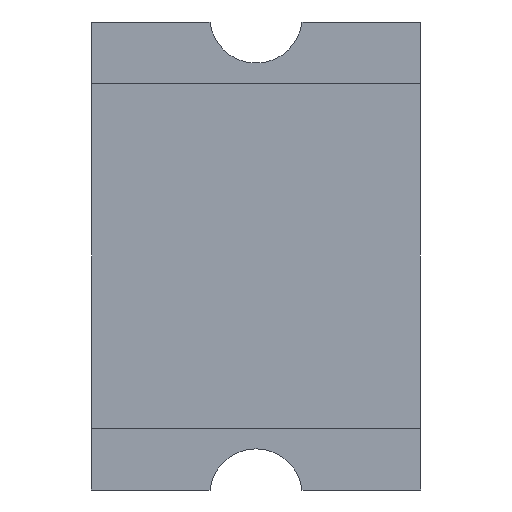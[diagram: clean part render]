
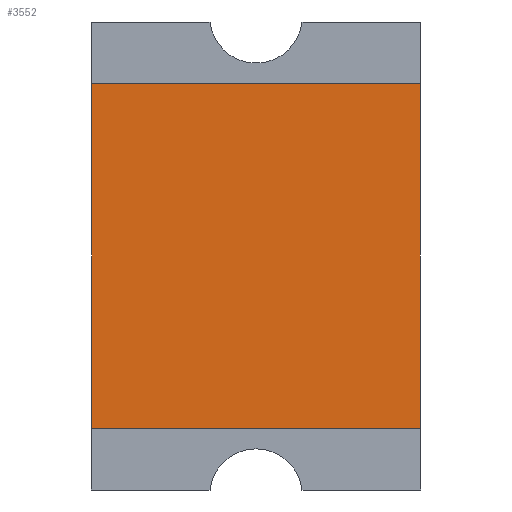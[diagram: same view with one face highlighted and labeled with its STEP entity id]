
A CAD part, front view. The second image highlights one B-rep face of the part: STEP entity #3552.
In plain terms, the highlighted planar face has unit normal (0, -1, 0).
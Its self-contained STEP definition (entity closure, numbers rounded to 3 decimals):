
#262 = DIRECTION ( 'NONE',  ( -1., 0., 0. ) ) ;
#336 = ORIENTED_EDGE ( 'NONE', *, *, #2907, .T. ) ;
#514 = DIRECTION ( 'NONE',  ( 0., 0., 1. ) ) ;
#771 = VECTOR ( 'NONE', #1896, 1000. ) ;
#781 = CARTESIAN_POINT ( 'NONE',  ( 1.599, -0.34, -1.675 ) ) ;
#844 = ORIENTED_EDGE ( 'NONE', *, *, #4463, .F. ) ;
#900 = CARTESIAN_POINT ( 'NONE',  ( 1.599, -0.34, -2.275 ) ) ;
#938 = ORIENTED_EDGE ( 'NONE', *, *, #1317, .T. ) ;
#1260 = VERTEX_POINT ( 'NONE', #3378 ) ;
#1261 = DIRECTION ( 'NONE',  ( 0., 0., 1. ) ) ;
#1317 = EDGE_CURVE ( 'NONE', #1640, #1260, #3681, .T. ) ;
#1395 = CARTESIAN_POINT ( 'NONE',  ( -1.599, -0.34, -1.675 ) ) ;
#1508 = CARTESIAN_POINT ( 'NONE',  ( -1.599, -0.34, -2.275 ) ) ;
#1640 = VERTEX_POINT ( 'NONE', #3328 ) ;
#1672 = VECTOR ( 'NONE', #3273, 1000. ) ;
#1896 = DIRECTION ( 'NONE',  ( -1., 0., 0. ) ) ;
#2034 = LINE ( 'NONE', #3716, #771 ) ;
#2114 = LINE ( 'NONE', #1508, #1672 ) ;
#2282 = DIRECTION ( 'NONE',  ( 0., 1., 0. ) ) ;
#2541 = VERTEX_POINT ( 'NONE', #1395 ) ;
#2554 = VECTOR ( 'NONE', #514, 1000. ) ;
#2683 = VECTOR ( 'NONE', #262, 1000. ) ;
#2689 = PLANE ( 'NONE',  #2801 ) ;
#2801 = AXIS2_PLACEMENT_3D ( 'NONE', #3753, #2282, #1261 ) ;
#2907 = EDGE_CURVE ( 'NONE', #4509, #1640, #3830, .T. ) ;
#2911 = EDGE_CURVE ( 'NONE', #4509, #2541, #2034, .T. ) ;
#3136 = EDGE_LOOP ( 'NONE', ( #336, #938, #844, #3481 ) ) ;
#3273 = DIRECTION ( 'NONE',  ( 0., 0., 1. ) ) ;
#3328 = CARTESIAN_POINT ( 'NONE',  ( 1.599, -0.34, 1.675 ) ) ;
#3378 = CARTESIAN_POINT ( 'NONE',  ( -1.599, -0.34, 1.675 ) ) ;
#3481 = ORIENTED_EDGE ( 'NONE', *, *, #2911, .F. ) ;
#3552 = ADVANCED_FACE ( 'NONE', ( #3977 ), #2689, .F. ) ;
#3681 = LINE ( 'NONE', #4462, #2683 ) ;
#3716 = CARTESIAN_POINT ( 'NONE',  ( -1.6, -0.34, -1.675 ) ) ;
#3753 = CARTESIAN_POINT ( 'NONE',  ( -1.6, -0.34, -1.675 ) ) ;
#3830 = LINE ( 'NONE', #900, #2554 ) ;
#3977 = FACE_OUTER_BOUND ( 'NONE', #3136, .T. ) ;
#4462 = CARTESIAN_POINT ( 'NONE',  ( -1.6, -0.34, 1.675 ) ) ;
#4463 = EDGE_CURVE ( 'NONE', #2541, #1260, #2114, .T. ) ;
#4509 = VERTEX_POINT ( 'NONE', #781 ) ;
